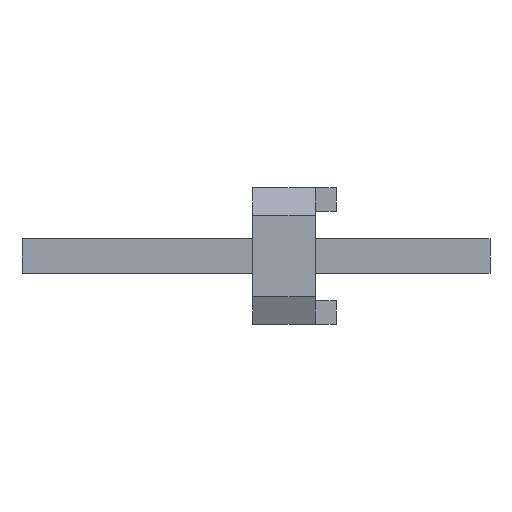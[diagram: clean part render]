
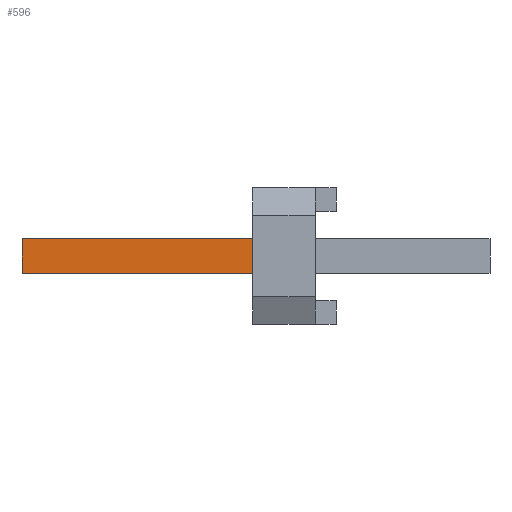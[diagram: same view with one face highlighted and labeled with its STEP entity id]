
A CAD part, left-side view. The second image highlights one B-rep face of the part: STEP entity #596.
In plain terms, the highlighted planar face has unit normal (-1, 0, 0).
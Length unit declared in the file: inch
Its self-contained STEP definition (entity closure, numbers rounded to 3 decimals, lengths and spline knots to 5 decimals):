
#596 = ADVANCED_FACE( '', ( #1197 ), #1198, .F. );
#1197 = FACE_OUTER_BOUND( '', #1801, .T. );
#1198 = PLANE( '', #1802 );
#1801 = EDGE_LOOP( '', ( #3452, #3453, #3454, #3455 ) );
#1802 = AXIS2_PLACEMENT_3D( '', #3456, #3457, #3458 );
#3452 = ORIENTED_EDGE( '', *, *, #4316, .F. );
#3453 = ORIENTED_EDGE( '', *, *, #4035, .F. );
#3454 = ORIENTED_EDGE( '', *, *, #4295, .T. );
#3455 = ORIENTED_EDGE( '', *, *, #4317, .T. );
#3456 = CARTESIAN_POINT( '', ( -0.2125, 0.335, 0.0125 ) );
#3457 = DIRECTION( '', ( 1., 0., 0. ) );
#3458 = DIRECTION( '', ( 0., 0., -1. ) );
#4035 = EDGE_CURVE( '', #4986, #4984, #4988, .T. );
#4295 = EDGE_CURVE( '', #4986, #5322, #5324, .T. );
#4316 = EDGE_CURVE( '', #4984, #5345, #5346, .T. );
#4317 = EDGE_CURVE( '', #5322, #5345, #5347, .T. );
#4984 = VERTEX_POINT( '', #6319 );
#4986 = VERTEX_POINT( '', #6322 );
#4988 = LINE( '', #6325, #6326 );
#5322 = VERTEX_POINT( '', #6843 );
#5324 = LINE( '', #6846, #6847 );
#5345 = VERTEX_POINT( '', #6876 );
#5346 = LINE( '', #6877, #6878 );
#5347 = LINE( '', #6879, #6880 );
#6319 = CARTESIAN_POINT( '', ( -0.2125, 0.135, 0.0125 ) );
#6322 = CARTESIAN_POINT( '', ( -0.2125, 0.335, 0.0125 ) );
#6325 = CARTESIAN_POINT( '', ( -0.2125, 0.335, 0.0125 ) );
#6326 = VECTOR( '', #7217, 39.37008 );
#6843 = CARTESIAN_POINT( '', ( -0.2125, 0.335, -0.0125 ) );
#6846 = CARTESIAN_POINT( '', ( -0.2125, 0.335, 0.0125 ) );
#6847 = VECTOR( '', #7402, 39.37008 );
#6876 = CARTESIAN_POINT( '', ( -0.2125, 0.135, -0.0125 ) );
#6877 = CARTESIAN_POINT( '', ( -0.2125, 0.135, 0.0125 ) );
#6878 = VECTOR( '', #7411, 39.37008 );
#6879 = CARTESIAN_POINT( '', ( -0.2125, 0.335, -0.0125 ) );
#6880 = VECTOR( '', #7412, 39.37008 );
#7217 = DIRECTION( '', ( 0., -1., 0. ) );
#7402 = DIRECTION( '', ( 0., 0., -1. ) );
#7411 = DIRECTION( '', ( 0., 0., -1. ) );
#7412 = DIRECTION( '', ( 0., -1., 0. ) );
